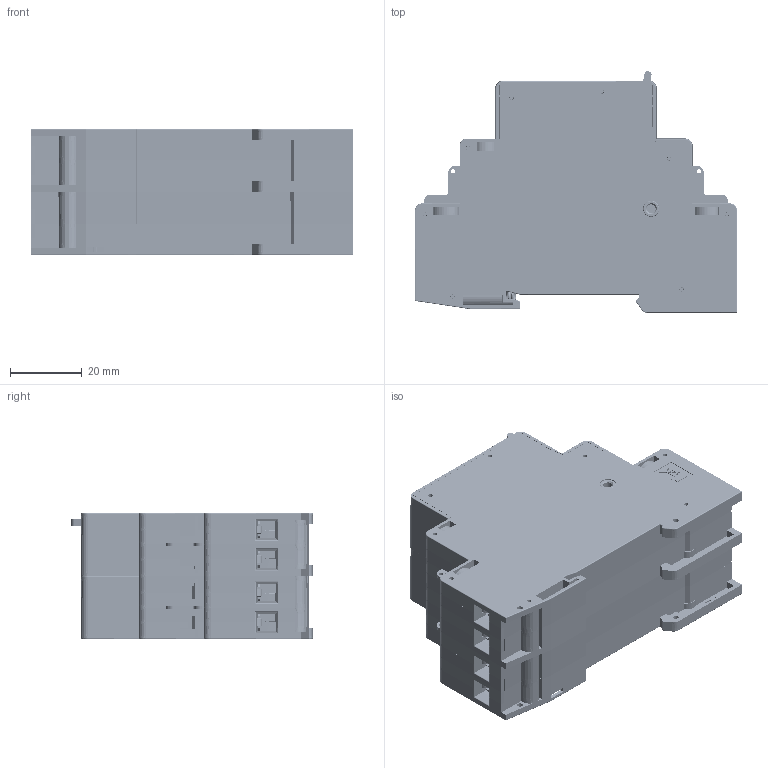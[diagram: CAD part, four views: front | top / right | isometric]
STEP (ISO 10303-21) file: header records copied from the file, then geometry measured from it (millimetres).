
FILE_DESCRIPTION((''),'2;1');
FILE_NAME('BI420-21_ASM','2021-08-09T',('marketing.praksa'),('Audax d.o.o.'),'CREO PARAMETRIC BY PTC INC, 2017480','CREO PARAMETRIC BY PTC INC, 2017480','');
FILE_SCHEMA(('AUTOMOTIVE_DESIGN { 1 0 10303 214 1 1 1 1 }'));
Products named in the file (38): 37425616-W_208_1; 37425422_171_1_1_1_2; 37425426_169_1; 37425430_265_1; 37900399_4_1_1_1_2; 37300811_10_1_1_1_2; 38552544_ASM_11_1_ASM_1_ASM; 37551871_4_1_1_1_2; 37300798_10_1; 38552458_ASM_7_1_ASM_1_ASM; 38552528-W_AF0_33_1_1_1_2; KONTAKTNA_PLOSCICA_AF0_10_1_1_4; 38552528-W_ASM_25_1_ASM_1_ASM; 38552529-W_AF0_27_1_1_1_2; KONTAKTNA_PLOSCICA_AF1_10_1_1_4; 38552529-W_ASM_28_1_ASM_1_ASM; 37425436_49_1_1_2; 37200736_11_1; 777070037_5_1_1_1_2; 37551909-W_77_1_1_1_2; 37551907-W_28_1_1_1_2; MODUL_2M_ASM_69_ASM_1_ASM; 37150131_OVG_22_1; 37150131_OVL_22_1; 37150131_ASM_17_ASM_1_ASM; 37430055_79_1; NAVITJE_TULJAVE_AC_5_1; 37551881_11_1; 37551882_SESTAV_60_1; MAGNET_AC_32A_ASM_53_ASM_1_ASM; 37425443-W_115_1; 37425431_115_1_1_1_2; 37425434_11_1_1_1_2; MEHANIZEM_2M-40_ASM_31_ASM_1_ASM; 30070003-W_ASM_39_ASM_1_ASM; PLOSCICA_1_1_2; PRT9541; BI420-21_ASM
Assembly tree (74 placements, depth 5):
  BI420-21_ASM
    30070003-W_ASM_39_ASM_1_ASM
      MODUL_2M_ASM_69_ASM_1_ASM
        37425616-W_208_1
        37425422_171_1_1_1_2  x2
        37425426_169_1
        37425430_265_1
        38552544_ASM_11_1_ASM_1_ASM  x8
          37900399_4_1_1_1_2
          37300811_10_1_1_1_2
        38552458_ASM_7_1_ASM_1_ASM  x2
          37551871_4_1_1_1_2
          37300798_10_1
        38552528-W_ASM_25_1_ASM_1_ASM  x4
          38552528-W_AF0_33_1_1_1_2
          KONTAKTNA_PLOSCICA_AF0_10_1_1_4
        38552529-W_ASM_28_1_ASM_1_ASM  x4
          38552529-W_AF0_27_1_1_1_2
          KONTAKTNA_PLOSCICA_AF1_10_1_1_4
        37425436_49_1_1_2
        37200736_11_1
        777070037_5_1_1_1_2  x8
        37551909-W_77_1_1_1_2
        37551907-W_28_1_1_1_2
      MAGNET_AC_32A_ASM_53_ASM_1_ASM
        37150131_ASM_17_ASM_1_ASM
          37150131_OVG_22_1  x14
          37150131_OVL_22_1
        37430055_79_1
        NAVITJE_TULJAVE_AC_5_1
        37551881_11_1
        37551882_SESTAV_60_1  x2
      MEHANIZEM_2M-40_ASM_31_ASM_1_ASM
        37425443-W_115_1
        37425431_115_1_1_1_2
        37425434_11_1_1_1_2
    PLOSCICA_1_1_2  x2
    PRT9541
Bounding box: 90 x 67.44 x 35.2 mm (x, y, z)
Volume: 67062.7 mm3; surface area: 137956.7 mm2
Topology: 81 solids, 112 shells, 10182 faces, 28214 edges, 18430 vertices
Faces by surface type: plane 6058, cylinder 2822, torus 458, bspline 409, cone 378, sphere 57
Entity records: 281405 total; most frequent: CARTESIAN_POINT 50281, ORIENTED_EDGE 30288, DIRECTION 28513, PRESENTATION_STYLE_ASSIGNMENT 20678, STYLED_ITEM 20678, CURVE_STYLE 15154, EDGE_CURVE 15154, VECTOR 10409
